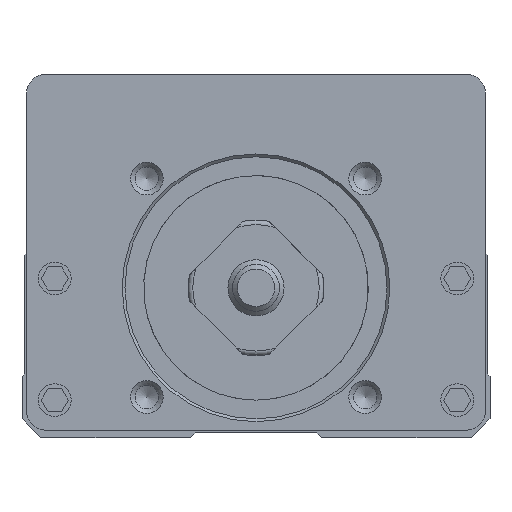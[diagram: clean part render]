
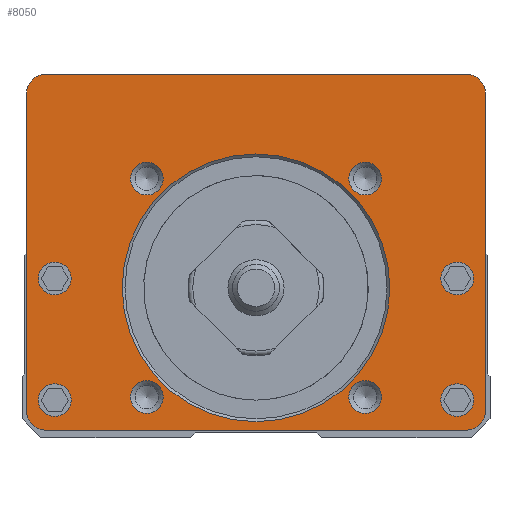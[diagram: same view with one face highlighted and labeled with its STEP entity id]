
A CAD part, front view. The second image highlights one B-rep face of the part: STEP entity #8050.
In plain terms, the highlighted planar face has unit normal (0, -1, 0).
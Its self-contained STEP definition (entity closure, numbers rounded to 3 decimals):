
#1810=PLANE('',#25998);
#2852=LINE('',#35226,#5451);
#2886=LINE('',#35301,#5485);
#2898=LINE('',#35326,#5497);
#2912=LINE('',#35364,#5511);
#5451=VECTOR('',#28317,1.);
#5485=VECTOR('',#28367,1.);
#5497=VECTOR('',#28383,1.);
#5511=VECTOR('',#28415,1.);
#8050=ADVANCED_FACE('',(#9728,#9729,#9730,#9731,#9732,#9733,#9734,#9735,
#9736,#9737),#1810,.T.);
#9728=FACE_BOUND('',#10336,.T.);
#9729=FACE_BOUND('',#10337,.T.);
#9730=FACE_BOUND('',#10338,.T.);
#9731=FACE_BOUND('',#10339,.T.);
#9732=FACE_BOUND('',#10340,.T.);
#9733=FACE_BOUND('',#10341,.T.);
#9734=FACE_BOUND('',#10342,.T.);
#9735=FACE_BOUND('',#10343,.T.);
#9736=FACE_BOUND('',#10344,.T.);
#9737=FACE_BOUND('',#10345,.T.);
#10336=EDGE_LOOP('',(#12504));
#10337=EDGE_LOOP('',(#12505));
#10338=EDGE_LOOP('',(#12506));
#10339=EDGE_LOOP('',(#12507));
#10340=EDGE_LOOP('',(#12508));
#10341=EDGE_LOOP('',(#12509));
#10342=EDGE_LOOP('',(#12510));
#10343=EDGE_LOOP('',(#12511));
#10344=EDGE_LOOP('',(#12512));
#10345=EDGE_LOOP('',(#12513,#12514,#12515,#12516,#12517,#12518,#12519,#12520));
#12504=ORIENTED_EDGE('',*,*,#21893,.T.);
#12505=ORIENTED_EDGE('',*,*,#21894,.T.);
#12506=ORIENTED_EDGE('',*,*,#21895,.T.);
#12507=ORIENTED_EDGE('',*,*,#21896,.T.);
#12508=ORIENTED_EDGE('',*,*,#21897,.T.);
#12509=ORIENTED_EDGE('',*,*,#21898,.F.);
#12510=ORIENTED_EDGE('',*,*,#21899,.T.);
#12511=ORIENTED_EDGE('',*,*,#21900,.T.);
#12512=ORIENTED_EDGE('',*,*,#21901,.F.);
#12513=ORIENTED_EDGE('',*,*,#21696,.T.);
#12514=ORIENTED_EDGE('',*,*,#21779,.T.);
#12515=ORIENTED_EDGE('',*,*,#21744,.F.);
#12516=ORIENTED_EDGE('',*,*,#21902,.F.);
#12517=ORIENTED_EDGE('',*,*,#21765,.T.);
#12518=ORIENTED_EDGE('',*,*,#21903,.T.);
#12519=ORIENTED_EDGE('',*,*,#21731,.T.);
#12520=ORIENTED_EDGE('',*,*,#21781,.T.);
#19221=VERTEX_POINT('',#35220);
#19224=VERTEX_POINT('',#35225);
#19257=VERTEX_POINT('',#35300);
#19258=VERTEX_POINT('',#35302);
#19260=VERTEX_POINT('',#35308);
#19268=VERTEX_POINT('',#35325);
#19283=VERTEX_POINT('',#35363);
#19284=VERTEX_POINT('',#35365);
#19390=VERTEX_POINT('',#35725);
#19391=VERTEX_POINT('',#35727);
#19392=VERTEX_POINT('',#35729);
#19393=VERTEX_POINT('',#35731);
#19394=VERTEX_POINT('',#35733);
#19395=VERTEX_POINT('',#35735);
#19396=VERTEX_POINT('',#35737);
#19397=VERTEX_POINT('',#35739);
#19398=VERTEX_POINT('',#35741);
#21696=EDGE_CURVE('',#19221,#19224,#2852,.T.);
#21731=EDGE_CURVE('',#19258,#19257,#2886,.T.);
#21744=EDGE_CURVE('',#19268,#19260,#2898,.T.);
#21765=EDGE_CURVE('',#19284,#19283,#2912,.T.);
#21779=EDGE_CURVE('',#19224,#19260,#25137,.T.);
#21781=EDGE_CURVE('',#19257,#19221,#25139,.T.);
#21893=EDGE_CURVE('',#19390,#19390,#25155,.T.);
#21894=EDGE_CURVE('',#19391,#19391,#25156,.T.);
#21895=EDGE_CURVE('',#19392,#19392,#25157,.T.);
#21896=EDGE_CURVE('',#19393,#19393,#25158,.T.);
#21897=EDGE_CURVE('',#19394,#19394,#25159,.T.);
#21898=EDGE_CURVE('',#19395,#19395,#25160,.T.);
#21899=EDGE_CURVE('',#19396,#19396,#25161,.T.);
#21900=EDGE_CURVE('',#19397,#19397,#25162,.T.);
#21901=EDGE_CURVE('',#19398,#19398,#25163,.T.);
#21902=EDGE_CURVE('',#19284,#19268,#25164,.T.);
#21903=EDGE_CURVE('',#19283,#19258,#25165,.T.);
#25137=CIRCLE('',#25961,2.);
#25139=CIRCLE('',#25964,2.);
#25155=CIRCLE('',#25987,14.3);
#25156=CIRCLE('',#25988,1.75);
#25157=CIRCLE('',#25989,1.75);
#25158=CIRCLE('',#25990,1.75);
#25159=CIRCLE('',#25991,1.75);
#25160=CIRCLE('',#25992,1.75);
#25161=CIRCLE('',#25993,1.75);
#25162=CIRCLE('',#25994,1.75);
#25163=CIRCLE('',#25995,1.75);
#25164=CIRCLE('',#25996,2.);
#25165=CIRCLE('',#25997,2.);
#25961=AXIS2_PLACEMENT_3D('',#35387,#28441,#28442);
#25964=AXIS2_PLACEMENT_3D('',#35390,#28447,#28448);
#25987=AXIS2_PLACEMENT_3D('',#35724,#28575,#28576);
#25988=AXIS2_PLACEMENT_3D('',#35726,#28577,#28578);
#25989=AXIS2_PLACEMENT_3D('',#35728,#28579,#28580);
#25990=AXIS2_PLACEMENT_3D('',#35730,#28581,#28582);
#25991=AXIS2_PLACEMENT_3D('',#35732,#28583,#28584);
#25992=AXIS2_PLACEMENT_3D('',#35734,#28585,#28586);
#25993=AXIS2_PLACEMENT_3D('',#35736,#28587,#28588);
#25994=AXIS2_PLACEMENT_3D('',#35738,#28589,#28590);
#25995=AXIS2_PLACEMENT_3D('',#35740,#28591,#28592);
#25996=AXIS2_PLACEMENT_3D('',#35742,#28593,#28594);
#25997=AXIS2_PLACEMENT_3D('',#35743,#28595,#28596);
#25998=AXIS2_PLACEMENT_3D('',#35744,#28597,#28598);
#28317=DIRECTION('',(-1.,0.,0.));
#28367=DIRECTION('',(0.,0.,1.));
#28383=DIRECTION('',(0.,0.,1.));
#28415=DIRECTION('',(1.,0.,0.));
#28441=DIRECTION('',(0.,-1.,0.));
#28442=DIRECTION('',(0.,0.,-1.));
#28447=DIRECTION('',(0.,-1.,0.));
#28448=DIRECTION('',(0.,0.,-1.));
#28575=DIRECTION('',(0.,1.,0.));
#28576=DIRECTION('',(0.,0.,-1.));
#28577=DIRECTION('',(0.,1.,0.));
#28578=DIRECTION('',(0.,0.,-1.));
#28579=DIRECTION('',(0.,1.,0.));
#28580=DIRECTION('',(0.,0.,-1.));
#28581=DIRECTION('',(0.,1.,0.));
#28582=DIRECTION('',(0.,0.,-1.));
#28583=DIRECTION('',(0.,1.,0.));
#28584=DIRECTION('',(0.,0.,-1.));
#28585=DIRECTION('',(0.,-1.,0.));
#28586=DIRECTION('',(-1.,0.,0.));
#28587=DIRECTION('',(0.,1.,0.));
#28588=DIRECTION('',(-1.,0.,0.));
#28589=DIRECTION('',(0.,1.,0.));
#28590=DIRECTION('',(1.,0.,0.));
#28591=DIRECTION('',(0.,-1.,0.));
#28592=DIRECTION('',(1.,0.,0.));
#28593=DIRECTION('',(0.,1.,0.));
#28594=DIRECTION('',(0.,0.,-1.));
#28595=DIRECTION('',(0.,-1.,0.));
#28596=DIRECTION('',(0.,0.,-1.));
#28597=DIRECTION('',(0.,-1.,0.));
#28598=DIRECTION('',(0.,0.,1.));
#35220=CARTESIAN_POINT('',(22.868,-178.78,30.309));
#35225=CARTESIAN_POINT('',(-22.132,-178.78,30.309));
#35226=CARTESIAN_POINT('',(-24.132,-178.78,30.309));
#35300=CARTESIAN_POINT('',(24.868,-178.78,28.309));
#35301=CARTESIAN_POINT('',(24.868,-178.78,-7.691));
#35302=CARTESIAN_POINT('',(24.868,-178.78,-5.691));
#35308=CARTESIAN_POINT('',(-24.132,-178.78,28.309));
#35325=CARTESIAN_POINT('',(-24.132,-178.78,-5.691));
#35326=CARTESIAN_POINT('',(-24.132,-178.78,-7.691));
#35363=CARTESIAN_POINT('',(22.868,-178.78,-7.691));
#35364=CARTESIAN_POINT('',(-24.132,-178.78,-7.691));
#35365=CARTESIAN_POINT('',(-22.132,-178.78,-7.691));
#35387=CARTESIAN_POINT('',(-22.132,-178.78,28.309));
#35390=CARTESIAN_POINT('',(22.868,-178.78,28.309));
#35724=CARTESIAN_POINT('',(0.368,-178.78,7.509));
#35725=CARTESIAN_POINT('',(0.368,-178.78,-6.791));
#35726=CARTESIAN_POINT('',(-11.3,-178.78,-4.158));
#35727=CARTESIAN_POINT('',(-11.3,-178.78,-5.908));
#35728=CARTESIAN_POINT('',(12.035,-178.78,-4.158));
#35729=CARTESIAN_POINT('',(12.035,-178.78,-5.908));
#35730=CARTESIAN_POINT('',(12.035,-178.78,19.176));
#35731=CARTESIAN_POINT('',(12.035,-178.78,17.426));
#35732=CARTESIAN_POINT('',(-11.3,-178.78,19.176));
#35733=CARTESIAN_POINT('',(-11.3,-178.78,17.426));
#35734=CARTESIAN_POINT('',(-21.132,-178.78,8.509));
#35735=CARTESIAN_POINT('',(-22.882,-178.78,8.509));
#35736=CARTESIAN_POINT('',(-21.132,-178.78,-4.491));
#35737=CARTESIAN_POINT('',(-22.882,-178.78,-4.491));
#35738=CARTESIAN_POINT('',(21.868,-178.78,8.509));
#35739=CARTESIAN_POINT('',(23.618,-178.78,8.509));
#35740=CARTESIAN_POINT('',(21.868,-178.78,-4.491));
#35741=CARTESIAN_POINT('',(23.618,-178.78,-4.491));
#35742=CARTESIAN_POINT('',(-22.132,-178.78,-5.691));
#35743=CARTESIAN_POINT('',(22.868,-178.78,-5.691));
#35744=CARTESIAN_POINT('',(-24.132,-178.78,38.509));
